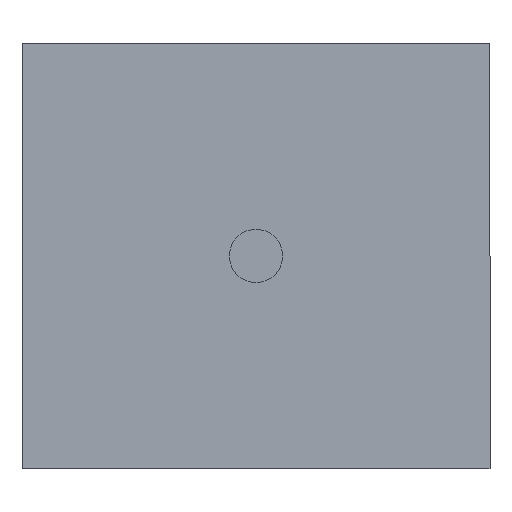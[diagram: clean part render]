
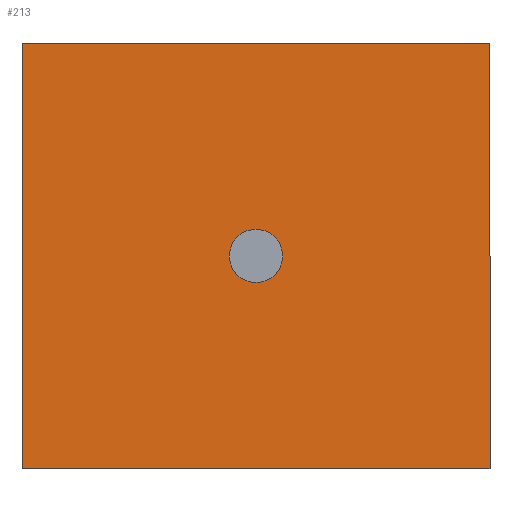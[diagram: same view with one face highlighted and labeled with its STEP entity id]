
A CAD part, top view. The second image highlights one B-rep face of the part: STEP entity #213.
In plain terms, the highlighted planar face has unit normal (0, 0, 1).
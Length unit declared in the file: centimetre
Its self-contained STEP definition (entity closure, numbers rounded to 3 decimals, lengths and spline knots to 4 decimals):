
#9 = CARTESIAN_POINT ( 'NONE',  ( 11., -10., 3. ) ) ;
#14 = CARTESIAN_POINT ( 'NONE',  ( 11., 10., 3. ) ) ;
#17 = AXIS2_PLACEMENT_3D ( 'NONE', #284, #207, #136 ) ;
#20 = EDGE_LOOP ( 'NONE', ( #241, #197, #45, #126 ) ) ;
#21 = VERTEX_POINT ( 'NONE', #312 ) ;
#29 = CARTESIAN_POINT ( 'NONE',  ( -11., -10., 3. ) ) ;
#31 = DIRECTION ( 'NONE',  ( -1., 0., 0. ) ) ;
#34 = CARTESIAN_POINT ( 'NONE',  ( -11., 10., 3. ) ) ;
#38 = DIRECTION ( 'NONE',  ( 0., 1., 0. ) ) ;
#43 = VECTOR ( 'NONE', #38, 100. ) ;
#45 = ORIENTED_EDGE ( 'NONE', *, *, #110, .T. ) ;
#49 = VECTOR ( 'NONE', #31, 100. ) ;
#54 = CIRCLE ( 'NONE', #306, 1.25 ) ;
#56 = DIRECTION ( 'NONE',  ( 0., 0., -1. ) ) ;
#61 = CIRCLE ( 'NONE', #17, 1.25 ) ;
#64 = CARTESIAN_POINT ( 'NONE',  ( 11., -10., 3. ) ) ;
#66 = LINE ( 'NONE', #159, #43 ) ;
#110 = EDGE_CURVE ( 'NONE', #147, #198, #66, .T. ) ;
#111 = CARTESIAN_POINT ( 'NONE',  ( 0., 0., 3. ) ) ;
#126 = ORIENTED_EDGE ( 'NONE', *, *, #246, .T. ) ;
#136 = DIRECTION ( 'NONE',  ( -1., 0., 0. ) ) ;
#141 = DIRECTION ( 'NONE',  ( 0., -1., 0. ) ) ;
#142 = EDGE_LOOP ( 'NONE', ( #292, #143 ) ) ;
#143 = ORIENTED_EDGE ( 'NONE', *, *, #250, .F. ) ;
#147 = VERTEX_POINT ( 'NONE', #64 ) ;
#153 = EDGE_CURVE ( 'NONE', #21, #173, #54, .T. ) ;
#156 = CARTESIAN_POINT ( 'NONE',  ( -11., 10., 3. ) ) ;
#157 = EDGE_CURVE ( 'NONE', #200, #294, #288, .T. ) ;
#158 = DIRECTION ( 'NONE',  ( -1., 0., 0. ) ) ;
#159 = CARTESIAN_POINT ( 'NONE',  ( 11., 10., 3. ) ) ;
#162 = DIRECTION ( 'NONE',  ( 0., 0., 1. ) ) ;
#173 = VERTEX_POINT ( 'NONE', #214 ) ;
#183 = LINE ( 'NONE', #14, #49 ) ;
#185 = LINE ( 'NONE', #9, #281 ) ;
#192 = AXIS2_PLACEMENT_3D ( 'NONE', #111, #56, #158 ) ;
#193 = DIRECTION ( 'NONE',  ( -1., 0., 0. ) ) ;
#197 = ORIENTED_EDGE ( 'NONE', *, *, #268, .T. ) ;
#198 = VERTEX_POINT ( 'NONE', #206 ) ;
#200 = VERTEX_POINT ( 'NONE', #156 ) ;
#206 = CARTESIAN_POINT ( 'NONE',  ( 11., 10., 3. ) ) ;
#207 = DIRECTION ( 'NONE',  ( 0., 0., 1. ) ) ;
#213 = ADVANCED_FACE ( 'NONE', ( #229, #231 ), #303, .F. ) ;
#214 = CARTESIAN_POINT ( 'NONE',  ( 1.25, 0., 3. ) ) ;
#229 = FACE_BOUND ( 'NONE', #142, .T. ) ;
#231 = FACE_OUTER_BOUND ( 'NONE', #20, .T. ) ;
#233 = DIRECTION ( 'NONE',  ( 1., 0., 0. ) ) ;
#241 = ORIENTED_EDGE ( 'NONE', *, *, #157, .T. ) ;
#244 = VECTOR ( 'NONE', #141, 100. ) ;
#246 = EDGE_CURVE ( 'NONE', #198, #200, #183, .T. ) ;
#250 = EDGE_CURVE ( 'NONE', #173, #21, #61, .T. ) ;
#262 = CARTESIAN_POINT ( 'NONE',  ( 0., 0., 3. ) ) ;
#268 = EDGE_CURVE ( 'NONE', #294, #147, #185, .T. ) ;
#281 = VECTOR ( 'NONE', #233, 100. ) ;
#284 = CARTESIAN_POINT ( 'NONE',  ( 0., 0., 3. ) ) ;
#288 = LINE ( 'NONE', #34, #244 ) ;
#292 = ORIENTED_EDGE ( 'NONE', *, *, #153, .F. ) ;
#294 = VERTEX_POINT ( 'NONE', #29 ) ;
#303 = PLANE ( 'NONE',  #192 ) ;
#306 = AXIS2_PLACEMENT_3D ( 'NONE', #262, #162, #193 ) ;
#312 = CARTESIAN_POINT ( 'NONE',  ( -1.25, 0., 3. ) ) ;
